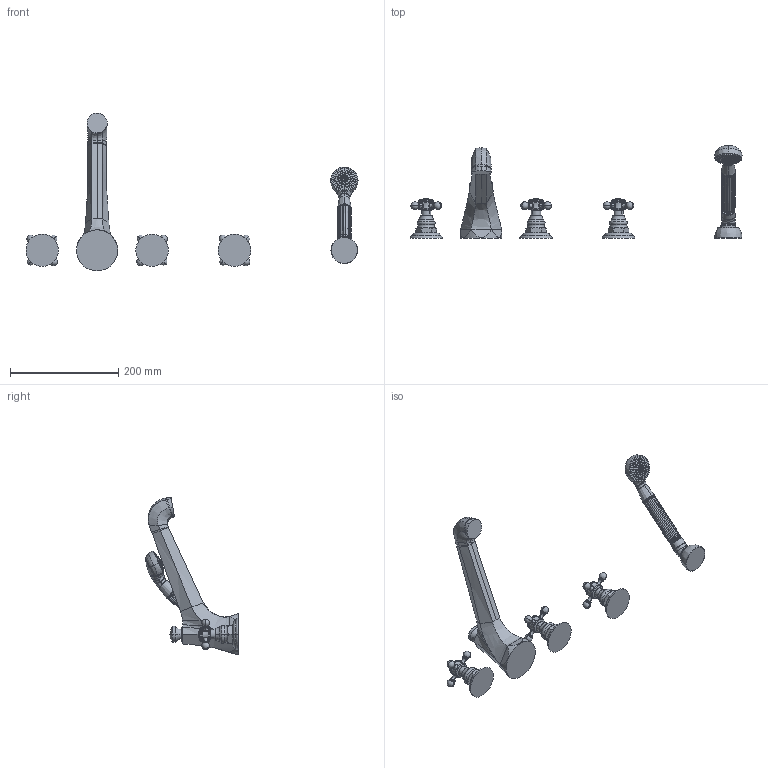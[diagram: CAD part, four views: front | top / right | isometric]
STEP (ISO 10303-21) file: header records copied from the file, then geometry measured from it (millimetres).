
FILE_DESCRIPTION((''),'2;1');
FILE_NAME('3-927','2021-03-16T14:02:50',('jinson.thomas'),(''),'CREO PARAMETRIC BY PTC INC, 2018400','CREO PARAMETRIC BY PTC INC, 2018400','');
FILE_SCHEMA(('CONFIG_CONTROL_DESIGN'));
Length unit declared in the file: inch
Products named in the file (1): 3-927
Bounding box: 614 x 171.14 x 291.69 mm (x, y, z)
Volume: 900006.9 mm3; surface area: 129777.9 mm2
Topology: 7 solids, 7 shells, 1075 faces, 2395 edges, 1397 vertices
Faces by surface type: cylinder 281, bspline 225, plane 195, torus 188, cone 130, sphere 48, extrusion 8
Entity records: 44104 total; most frequent: CARTESIAN_POINT 22233, ORIENTED_EDGE 4722, DIRECTION 4139, EDGE_CURVE 2361, AXIS2_PLACEMENT_3D 1786, VERTEX_POINT 1397, EDGE_LOOP 1172, FACE_OUTER_BOUND 1075
